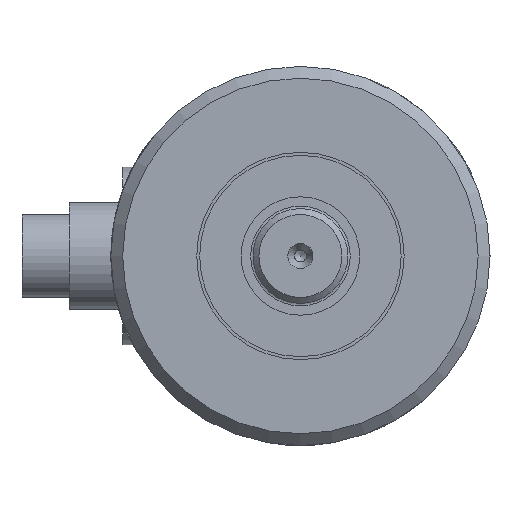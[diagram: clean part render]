
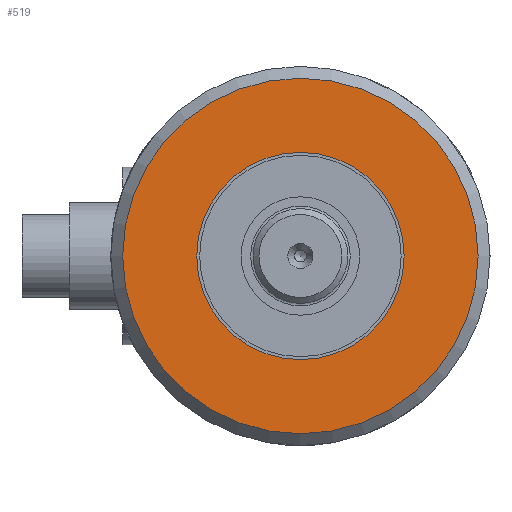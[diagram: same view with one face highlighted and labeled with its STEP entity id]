
A CAD part, left-side view. The second image highlights one B-rep face of the part: STEP entity #519.
In plain terms, the highlighted face is planar.
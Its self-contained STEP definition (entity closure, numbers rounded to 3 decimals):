
#519 = ADVANCED_FACE( '', ( #1048, #1049 ), #1050, .T. );
#1048 = FACE_OUTER_BOUND( '', #1692, .T. );
#1049 = FACE_BOUND( '', #1693, .T. );
#1050 = PLANE( '', #1694 );
#1692 = EDGE_LOOP( '', ( #2550 ) );
#1693 = EDGE_LOOP( '', ( #2551 ) );
#1694 = AXIS2_PLACEMENT_3D( '', #2552, #2553, #2554 );
#2550 = ORIENTED_EDGE( '', *, *, #3558, .T. );
#2551 = ORIENTED_EDGE( '', *, *, #3590, .T. );
#2552 = CARTESIAN_POINT( '', ( 14., 0., 16. ) );
#2553 = DIRECTION( '', ( 1., 0., 0. ) );
#2554 = DIRECTION( '', ( 0., 0., -1. ) );
#3558 = EDGE_CURVE( '', #4144, #4144, #4145, .T. );
#3590 = EDGE_CURVE( '', #4189, #4189, #4190, .T. );
#4144 = VERTEX_POINT( '', #5261 );
#4145 = CIRCLE( '', #5262, 15. );
#4189 = VERTEX_POINT( '', #5310 );
#4190 = CIRCLE( '', #5311, 8.75 );
#5261 = CARTESIAN_POINT( '', ( 14., 0., -15. ) );
#5262 = AXIS2_PLACEMENT_3D( '', #6080, #6081, #6082 );
#5310 = CARTESIAN_POINT( '', ( 14., 0., 8.75 ) );
#5311 = AXIS2_PLACEMENT_3D( '', #6132, #6133, #6134 );
#6080 = CARTESIAN_POINT( '', ( 14., 0., 0. ) );
#6081 = DIRECTION( '', ( 1., 0., 0. ) );
#6082 = DIRECTION( '', ( 0., 0., -1. ) );
#6132 = CARTESIAN_POINT( '', ( 14., 0., 0. ) );
#6133 = DIRECTION( '', ( -1., 0., 0. ) );
#6134 = DIRECTION( '', ( 0., 0., 1. ) );
